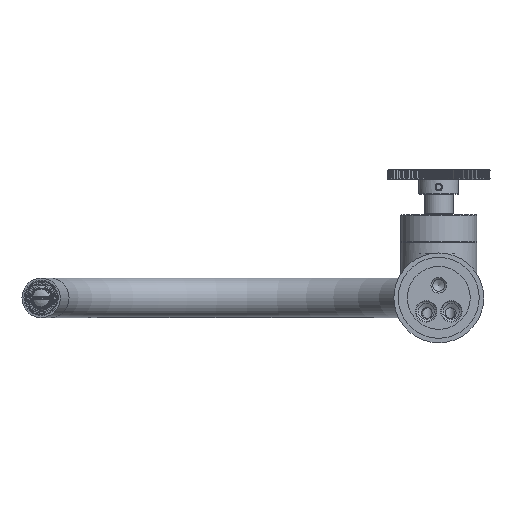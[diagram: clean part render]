
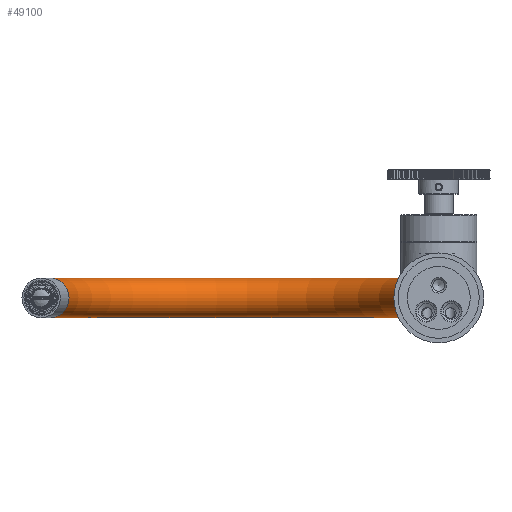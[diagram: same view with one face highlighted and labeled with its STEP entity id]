
A CAD part, front view. The second image highlights one B-rep face of the part: STEP entity #49100.
In plain terms, the highlighted toroidal (fillet/blend) face has major radius 110 mm and minor radius 11 mm.
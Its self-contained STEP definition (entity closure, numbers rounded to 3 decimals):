
#979=TOROIDAL_SURFACE('',#51894,110.,11.);
#5788=ORIENTED_EDGE('',*,*,#15423,.F.);
#5789=ORIENTED_EDGE('',*,*,#15424,.T.);
#15423=EDGE_CURVE('',#20247,#20247,#23326,.T.);
#15424=EDGE_CURVE('',#20248,#20248,#23327,.T.);
#20247=VERTEX_POINT('',#65140);
#20248=VERTEX_POINT('',#65143);
#23326=CIRCLE('',#51893,11.);
#23327=CIRCLE('',#51895,11.);
#25596=EDGE_LOOP('',(#5788));
#25597=EDGE_LOOP('',(#5789));
#28526=FACE_BOUND('',#25596,.T.);
#28527=FACE_BOUND('',#25597,.T.);
#49100=ADVANCED_FACE('',(#28526,#28527),#979,.T.);
#51893=AXIS2_PLACEMENT_3D('',#65139,#55995,#55996);
#51894=AXIS2_PLACEMENT_3D('',#65141,#55997,#55998);
#51895=AXIS2_PLACEMENT_3D('',#65142,#55999,#56000);
#55995=DIRECTION('',(0.259,-0.966,0.));
#55996=DIRECTION('',(0.,0.,1.));
#55997=DIRECTION('',(0.,0.,-1.));
#55998=DIRECTION('',(-1.,0.,0.));
#55999=DIRECTION('',(0.,1.,0.));
#56000=DIRECTION('',(0.,0.,1.));
#65139=CARTESIAN_POINT('',(216.252,164.87,0.));
#65140=CARTESIAN_POINT('',(216.252,164.87,11.));
#65141=CARTESIAN_POINT('',(110.,136.4,0.));
#65142=CARTESIAN_POINT('',(0.,136.4,0.));
#65143=CARTESIAN_POINT('',(0.,136.4,11.));
